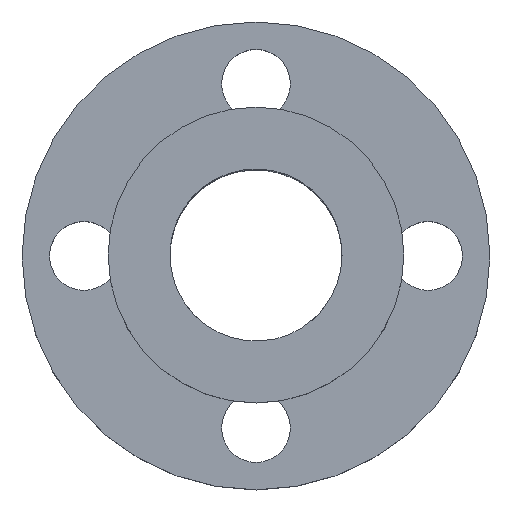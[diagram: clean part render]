
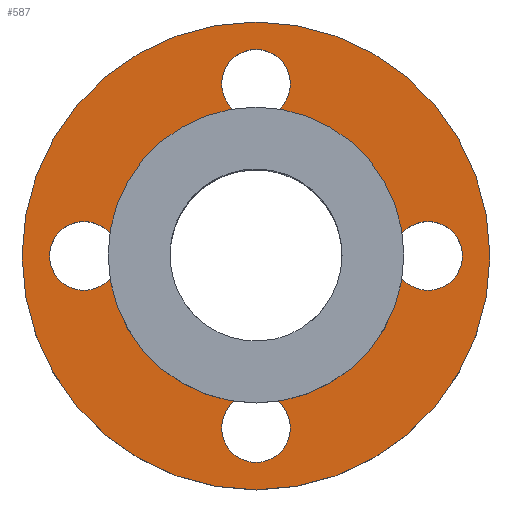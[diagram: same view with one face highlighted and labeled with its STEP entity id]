
A CAD part, top view. The second image highlights one B-rep face of the part: STEP entity #587.
In plain terms, the highlighted face is planar.
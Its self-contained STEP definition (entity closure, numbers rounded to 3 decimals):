
#48=FACE_BOUND('',#171,.T.);
#49=FACE_BOUND('',#172,.T.);
#50=FACE_BOUND('',#173,.T.);
#51=FACE_BOUND('',#174,.T.);
#52=FACE_BOUND('',#175,.T.);
#82=CIRCLE('',#662,5.17);
#83=CIRCLE('',#665,1.6);
#85=CIRCLE('',#668,1.6);
#87=CIRCLE('',#671,1.6);
#89=CIRCLE('',#674,1.6);
#92=CIRCLE('',#678,10.875);
#128=FACE_OUTER_BOUND('',#170,.T.);
#170=EDGE_LOOP('',(#460));
#171=EDGE_LOOP('',(#461));
#172=EDGE_LOOP('',(#462));
#173=EDGE_LOOP('',(#463));
#174=EDGE_LOOP('',(#464));
#175=EDGE_LOOP('',(#465));
#286=VERTEX_POINT('',#964);
#287=VERTEX_POINT('',#968);
#289=VERTEX_POINT('',#973);
#291=VERTEX_POINT('',#978);
#293=VERTEX_POINT('',#983);
#296=VERTEX_POINT('',#990);
#350=EDGE_CURVE('',#286,#286,#82,.T.);
#351=EDGE_CURVE('',#287,#287,#83,.T.);
#353=EDGE_CURVE('',#289,#289,#85,.T.);
#355=EDGE_CURVE('',#291,#291,#87,.T.);
#357=EDGE_CURVE('',#293,#293,#89,.T.);
#360=EDGE_CURVE('',#296,#296,#92,.T.);
#460=ORIENTED_EDGE('',*,*,#360,.T.);
#461=ORIENTED_EDGE('',*,*,#350,.T.);
#462=ORIENTED_EDGE('',*,*,#351,.T.);
#463=ORIENTED_EDGE('',*,*,#353,.T.);
#464=ORIENTED_EDGE('',*,*,#355,.T.);
#465=ORIENTED_EDGE('',*,*,#357,.T.);
#558=PLANE('',#679);
#587=ADVANCED_FACE('',(#128,#48,#49,#50,#51,#52),#558,.F.);
#662=AXIS2_PLACEMENT_3D('',#965,#777,#778);
#665=AXIS2_PLACEMENT_3D('',#969,#783,#784);
#668=AXIS2_PLACEMENT_3D('',#974,#789,#790);
#671=AXIS2_PLACEMENT_3D('',#979,#795,#796);
#674=AXIS2_PLACEMENT_3D('',#984,#801,#802);
#678=AXIS2_PLACEMENT_3D('',#991,#809,#810);
#679=AXIS2_PLACEMENT_3D('',#992,#811,#812);
#777=DIRECTION('center_axis',(0.,1.,0.));
#778=DIRECTION('ref_axis',(-1.,0.,0.));
#783=DIRECTION('center_axis',(0.,1.,0.));
#784=DIRECTION('ref_axis',(1.,0.,0.));
#789=DIRECTION('center_axis',(0.,1.,0.));
#790=DIRECTION('ref_axis',(1.,0.,0.));
#795=DIRECTION('center_axis',(0.,1.,0.));
#796=DIRECTION('ref_axis',(1.,0.,0.));
#801=DIRECTION('center_axis',(0.,1.,0.));
#802=DIRECTION('ref_axis',(1.,0.,0.));
#809=DIRECTION('center_axis',(0.,-1.,0.));
#810=DIRECTION('ref_axis',(1.,0.,0.));
#811=DIRECTION('center_axis',(0.,1.,0.));
#812=DIRECTION('ref_axis',(0.,0.,1.));
#964=CARTESIAN_POINT('',(5.17,0.,0.));
#965=CARTESIAN_POINT('Origin',(0.,0.,0.));
#968=CARTESIAN_POINT('',(6.4,0.,0.));
#969=CARTESIAN_POINT('Origin',(8.,0.,0.));
#973=CARTESIAN_POINT('',(-9.6,0.,0.));
#974=CARTESIAN_POINT('Origin',(-8.,0.,0.));
#978=CARTESIAN_POINT('',(-1.6,0.,8.));
#979=CARTESIAN_POINT('Origin',(0.,0.,8.));
#983=CARTESIAN_POINT('',(-1.6,0.,-8.));
#984=CARTESIAN_POINT('Origin',(0.,0.,-8.));
#990=CARTESIAN_POINT('',(-10.875,0.,0.));
#991=CARTESIAN_POINT('Origin',(0.,0.,0.));
#992=CARTESIAN_POINT('Origin',(0.,0.,0.));
